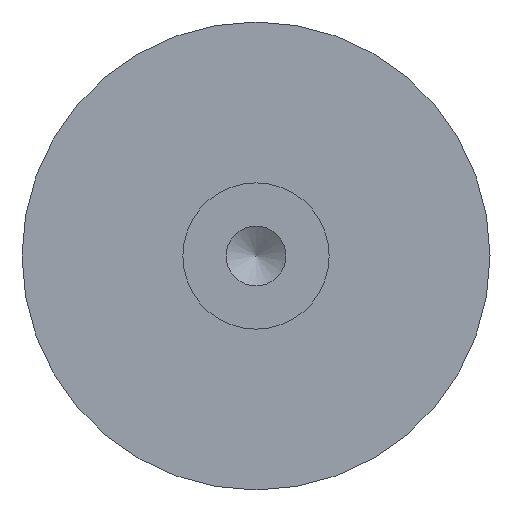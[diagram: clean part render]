
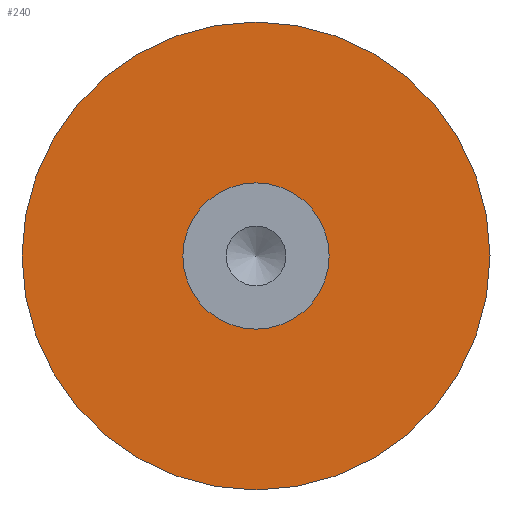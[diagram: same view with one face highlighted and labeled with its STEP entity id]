
A CAD part, left-side view. The second image highlights one B-rep face of the part: STEP entity #240.
In plain terms, the highlighted planar face has unit normal (-1, 0, 0).
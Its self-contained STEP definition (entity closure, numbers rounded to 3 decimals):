
#2 = EDGE_CURVE ( 'NONE', #252, #252, #56, .T. ) ;
#12 = DIRECTION ( 'NONE',  ( 0., 1., 0. ) ) ;
#38 = AXIS2_PLACEMENT_3D ( 'NONE', #196, #264, #12 ) ;
#56 = CIRCLE ( 'NONE', #38, 40. ) ;
#61 = DIRECTION ( 'NONE',  ( 0., 0., -1. ) ) ;
#64 = DIRECTION ( 'NONE',  ( 1., 0., 0. ) ) ;
#85 = FACE_BOUND ( 'NONE', #154, .T. ) ;
#89 = CARTESIAN_POINT ( 'NONE',  ( 0., 0., -12.5 ) ) ;
#135 = CARTESIAN_POINT ( 'NONE',  ( 0., 0., 0. ) ) ;
#145 = CIRCLE ( 'NONE', #233, 12.5 ) ;
#146 = EDGE_CURVE ( 'NONE', #206, #206, #145, .T. ) ;
#154 = EDGE_LOOP ( 'NONE', ( #262 ) ) ;
#161 = CARTESIAN_POINT ( 'NONE',  ( 0., 40., 0. ) ) ;
#169 = EDGE_LOOP ( 'NONE', ( #218 ) ) ;
#181 = CARTESIAN_POINT ( 'NONE',  ( 0., 31., 0. ) ) ;
#191 = AXIS2_PLACEMENT_3D ( 'NONE', #181, #64, #61 ) ;
#196 = CARTESIAN_POINT ( 'NONE',  ( 0., 0., 0. ) ) ;
#201 = DIRECTION ( 'NONE',  ( 0., 0., -1. ) ) ;
#206 = VERTEX_POINT ( 'NONE', #89 ) ;
#218 = ORIENTED_EDGE ( 'NONE', *, *, #2, .T. ) ;
#233 = AXIS2_PLACEMENT_3D ( 'NONE', #135, #276, #201 ) ;
#240 = ADVANCED_FACE ( 'NONE', ( #290, #85 ), #272, .F. ) ;
#252 = VERTEX_POINT ( 'NONE', #161 ) ;
#262 = ORIENTED_EDGE ( 'NONE', *, *, #146, .T. ) ;
#264 = DIRECTION ( 'NONE',  ( -1., 0., 0. ) ) ;
#272 = PLANE ( 'NONE',  #191 ) ;
#276 = DIRECTION ( 'NONE',  ( 1., 0., 0. ) ) ;
#290 = FACE_OUTER_BOUND ( 'NONE', #169, .T. ) ;
